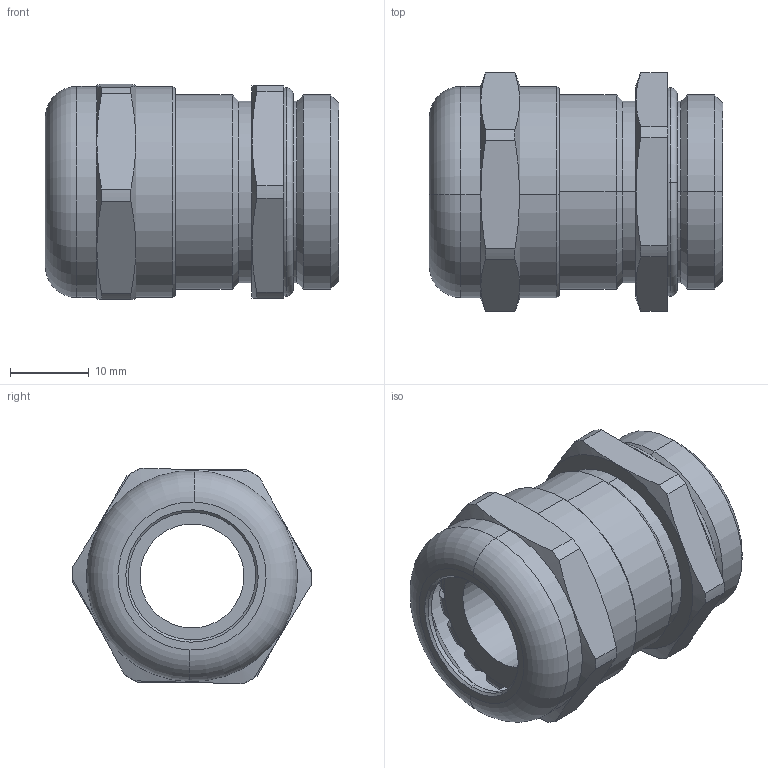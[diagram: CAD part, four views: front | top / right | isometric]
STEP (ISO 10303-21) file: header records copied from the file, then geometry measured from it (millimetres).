
FILE_DESCRIPTION (( 'STEP AP203' ), '1' );
FILE_NAME ('C5225040Eind1.STEP', '2024-07-23T12:42:32', ( '' ), ( '' ), 'SwSTEP 2.0', 'SolidWorks 2023', '' );
FILE_SCHEMA (( 'CONFIG_CONTROL_DESIGN' ));
Length unit declared in the file: millimetre
Products named in the file (7): D9222200-M25-Ø23; D1325300; D9202190; C5225040Eind1; D1425000E; D9025830; D1425420
Assembly tree (6 placements, depth 2):
  C5225040Eind1
    D1425420
    D1325300
    D9025830
    D9202190
    D9222200-M25-Ø23
    D1425000E
Bounding box: 37.23 x 30.3 x 27.37 mm (x, y, z)
Volume: 10594.3 mm3; surface area: 13091.8 mm2
Topology: 6 solids, 6 shells, 300 faces, 797 edges, 495 vertices
Faces by surface type: plane 122, cylinder 93, cone 48, torus 37
Entity records: 10500 total; most frequent: CARTESIAN_POINT 2478, ORIENTED_EDGE 1570, DIRECTION 1539, EDGE_CURVE 785, AXIS2_PLACEMENT_3D 606, VERTEX_POINT 495, LINE 327, VECTOR 327
